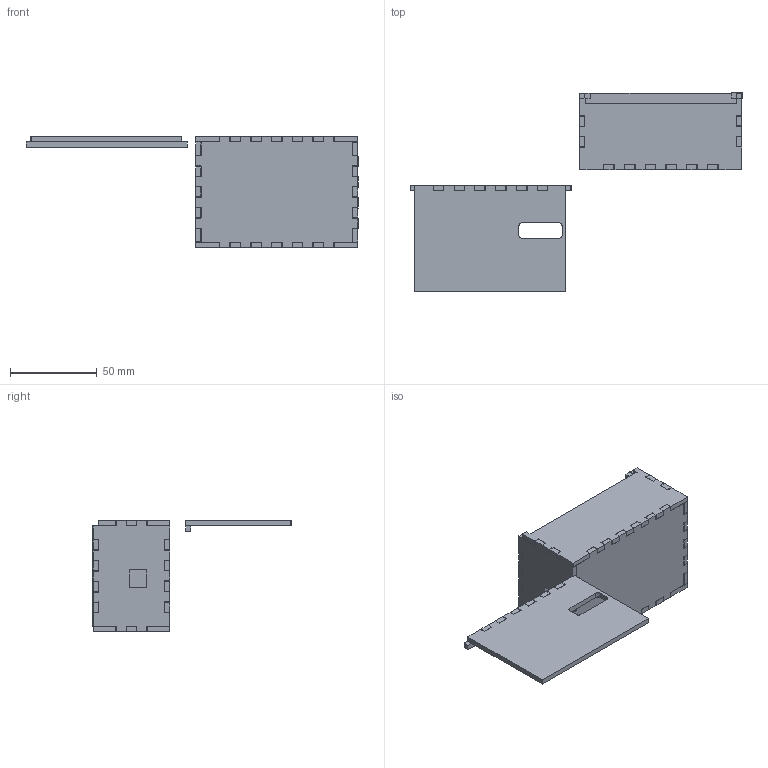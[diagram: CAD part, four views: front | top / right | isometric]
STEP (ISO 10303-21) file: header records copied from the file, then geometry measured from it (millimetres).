
FILE_DESCRIPTION(/* description */ (''),/* implementation_level */ '2;1');
FILE_NAME(/* name */ '527cae5b-9dab-4f0e-9701-cf0fa2ded7c8.stp',/* time_stamp */ '2024-01-22T00:42:15Z',/* author */ (''),/* organization */ (''),/* preprocessor_version */ 'ST-DEVELOPER v20',/* originating_system */ 'Autodesk Translation Framework v12.20.1.177',/* authorisation */ '');
FILE_SCHEMA (('AUTOMOTIVE_DESIGN { 1 0 10303 214 3 1 1 }'));
Products named in the file (1): psa-final-assembly
Bounding box: 191.91 x 114.6 x 64.08 mm (x, y, z)
Volume: 91160.5 mm3; surface area: 70686.8 mm2
Topology: 12 solids, 12 shells, 1909 faces, 5655 edges, 3430 vertices
Faces by surface type: plane 1905, cylinder 4
Entity records: 61811 total; most frequent: ORIENTED_EDGE 11310, CARTESIAN_POINT 10995, DIRECTION 9483, EDGE_CURVE 5655, LINE 5647, VECTOR 5647, VERTEX_POINT 3430, AXIS2_PLACEMENT_3D 1918
